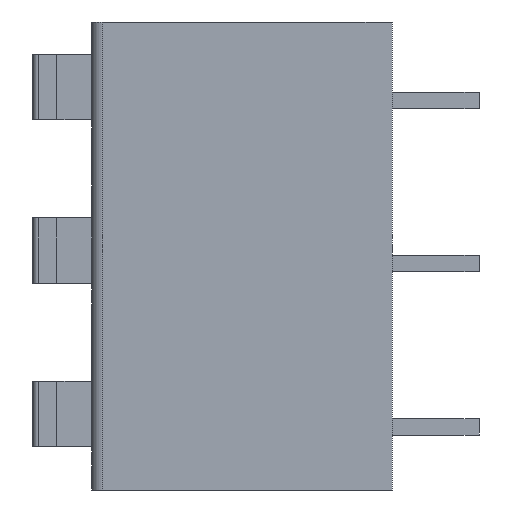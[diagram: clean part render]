
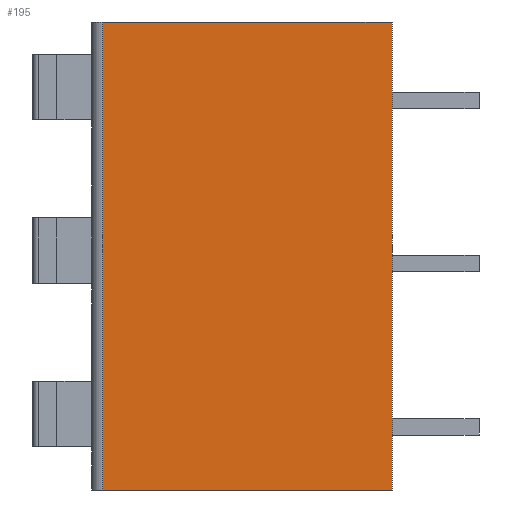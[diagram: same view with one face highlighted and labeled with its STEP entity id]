
A CAD part, left-side view. The second image highlights one B-rep face of the part: STEP entity #195.
In plain terms, the highlighted planar face has unit normal (-1, 0, 0).
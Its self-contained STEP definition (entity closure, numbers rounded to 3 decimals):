
#195 = ADVANCED_FACE( '', ( #473 ), #474, .F. );
#473 = FACE_OUTER_BOUND( '', #831, .T. );
#474 = PLANE( '', #832 );
#831 = EDGE_LOOP( '', ( #1386, #1387, #1388, #1389 ) );
#832 = AXIS2_PLACEMENT_3D( '', #1390, #1391, #1392 );
#1386 = ORIENTED_EDGE( '', *, *, #2208, .T. );
#1387 = ORIENTED_EDGE( '', *, *, #2368, .F. );
#1388 = ORIENTED_EDGE( '', *, *, #2369, .F. );
#1389 = ORIENTED_EDGE( '', *, *, #2370, .T. );
#1390 = CARTESIAN_POINT( '', ( -8.3, 13.3, 20. ) );
#1391 = DIRECTION( '', ( 1., 0., 0. ) );
#1392 = DIRECTION( '', ( 0., 0., -1. ) );
#2208 = EDGE_CURVE( '', #2634, #2658, #2660, .T. );
#2368 = EDGE_CURVE( '', #2933, #2658, #2934, .T. );
#2369 = EDGE_CURVE( '', #2935, #2933, #2936, .T. );
#2370 = EDGE_CURVE( '', #2935, #2634, #2937, .T. );
#2634 = VERTEX_POINT( '', #3280 );
#2658 = VERTEX_POINT( '', #3313 );
#2660 = LINE( '', #3316, #3317 );
#2933 = VERTEX_POINT( '', #3706 );
#2934 = LINE( '', #3707, #3708 );
#2935 = VERTEX_POINT( '', #3709 );
#2936 = LINE( '', #3710, #3711 );
#2937 = LINE( '', #3712, #3713 );
#3280 = CARTESIAN_POINT( '', ( -8.3, 13.3, 0. ) );
#3313 = CARTESIAN_POINT( '', ( -8.3, 0., 0. ) );
#3316 = CARTESIAN_POINT( '', ( -8.3, 13.3, 0. ) );
#3317 = VECTOR( '', #4203, 1000. );
#3706 = CARTESIAN_POINT( '', ( -8.3, 0., 21.5 ) );
#3707 = CARTESIAN_POINT( '', ( -8.3, 0., 20. ) );
#3708 = VECTOR( '', #4371, 1000. );
#3709 = CARTESIAN_POINT( '', ( -8.3, 13.3, 21.5 ) );
#3710 = CARTESIAN_POINT( '', ( -8.3, 13.3, 21.5 ) );
#3711 = VECTOR( '', #4372, 1000. );
#3712 = CARTESIAN_POINT( '', ( -8.3, 13.3, 20. ) );
#3713 = VECTOR( '', #4373, 1000. );
#4203 = DIRECTION( '', ( 0., -1., 0. ) );
#4371 = DIRECTION( '', ( 0., 0., -1. ) );
#4372 = DIRECTION( '', ( 0., -1., 0. ) );
#4373 = DIRECTION( '', ( 0., 0., -1. ) );
